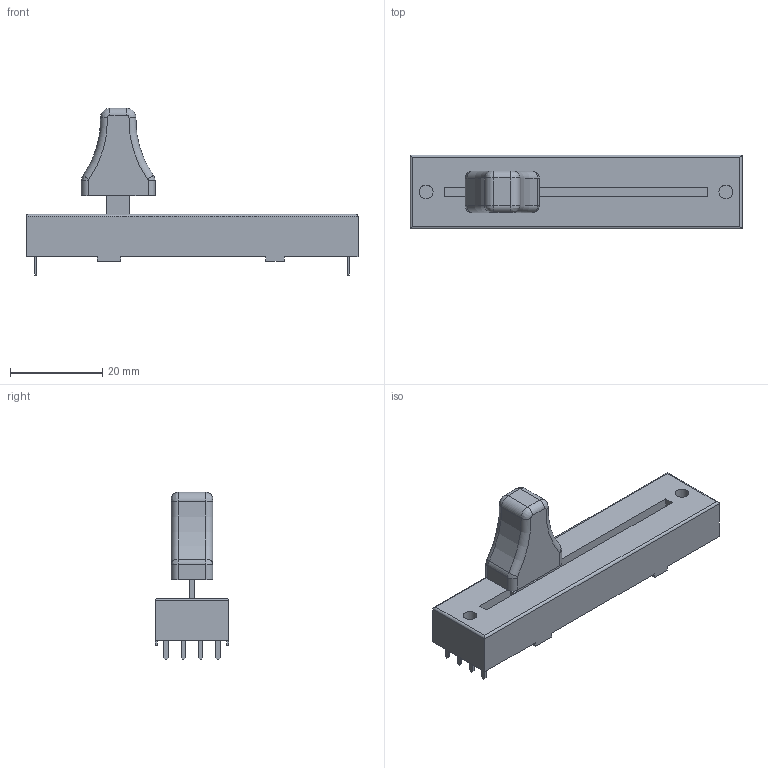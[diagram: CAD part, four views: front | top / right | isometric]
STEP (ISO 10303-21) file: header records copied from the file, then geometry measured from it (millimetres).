
FILE_DESCRIPTION(/* description */ (''),/* implementation_level */ '2;1');
FILE_NAME(/* name */ 'ALPHA_B10KX2.step',/* time_stamp */ '2025-05-25T12:33:29+02:00',/* author */ (''),/* organization */ (''),/* preprocessor_version */ 'ST-DEVELOPER v20.1',/* originating_system */ 'Autodesk Translation Framework v14.10.0.0',/* authorisation */ '');
FILE_SCHEMA (('AUTOMOTIVE_DESIGN { 1 0 10303 214 3 1 1 }'));
Length unit declared in the file: millimetre
Products named in the file (4): ALPHA_B10KX2; Component1; Component2; Component4
Assembly tree (3 placements, depth 2):
  ALPHA_B10KX2
    Component1
    Component2
    Component4
Bounding box: 72 x 16 x 36.3 mm (x, y, z)
Volume: 11724.1 mm3; surface area: 6199.3 mm2
Topology: 9 solids, 9 shells, 144 faces, 346 edges, 224 vertices
Faces by surface type: plane 112, cylinder 20, bspline 8, torus 4
Full cylindrical faces by diameter (mm): 3 x2
Entity records: 4309 total; most frequent: CARTESIAN_POINT 809, ORIENTED_EDGE 692, DIRECTION 688, EDGE_CURVE 346, LINE 290, VECTOR 290, VERTEX_POINT 224, AXIS2_PLACEMENT_3D 199
